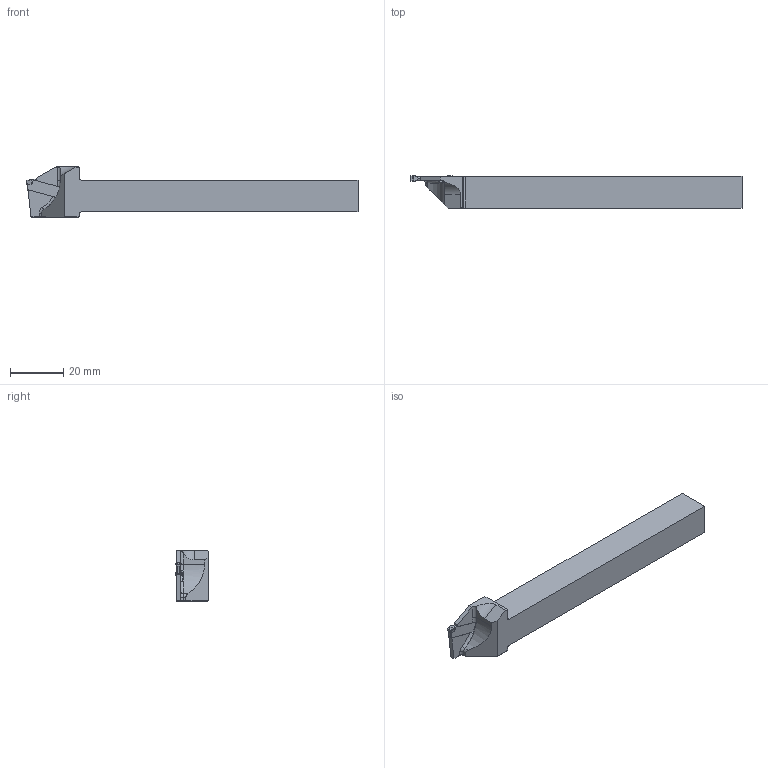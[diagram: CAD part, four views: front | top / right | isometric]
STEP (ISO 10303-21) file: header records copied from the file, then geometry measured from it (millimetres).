
FILE_DESCRIPTION(/* description */ (''),/* implementation_level */ '2;1');
FILE_NAME(/* name */ 'ADKT-WGX16-L-1212-2-R12-K-S.stp',/* time_stamp */ '2023-10-19T17:05:54+03:00',/* author */ (''),/* organization */ (''),/* preprocessor_version */ 'ST-DEVELOPER v19.4',/* originating_system */ 'SIEMENS PLM Software NX2306.3001',/* authorisation */ '');
FILE_SCHEMA (('AUTOMOTIVE_DESIGN { 1 0 10303 214 3 1 1 1 }'));
Length unit declared in the file: millimetre
Products named in the file (1): ADKT-WGX16-R-1212-2-R12-K-S_objects
Bounding box: 125 x 12.23 x 19 mm (x, y, z)
Volume: 17193 mm3; surface area: 6452.5 mm2
Topology: 2 solids, 2 shells, 90 faces, 246 edges, 160 vertices
Faces by surface type: plane 52, cylinder 34, torus 2, cone 2
Entity records: 2914 total; most frequent: CARTESIAN_POINT 533, DIRECTION 499, ORIENTED_EDGE 492, EDGE_CURVE 246, LINE 167, VECTOR 167, AXIS2_PLACEMENT_3D 166, VERTEX_POINT 160
